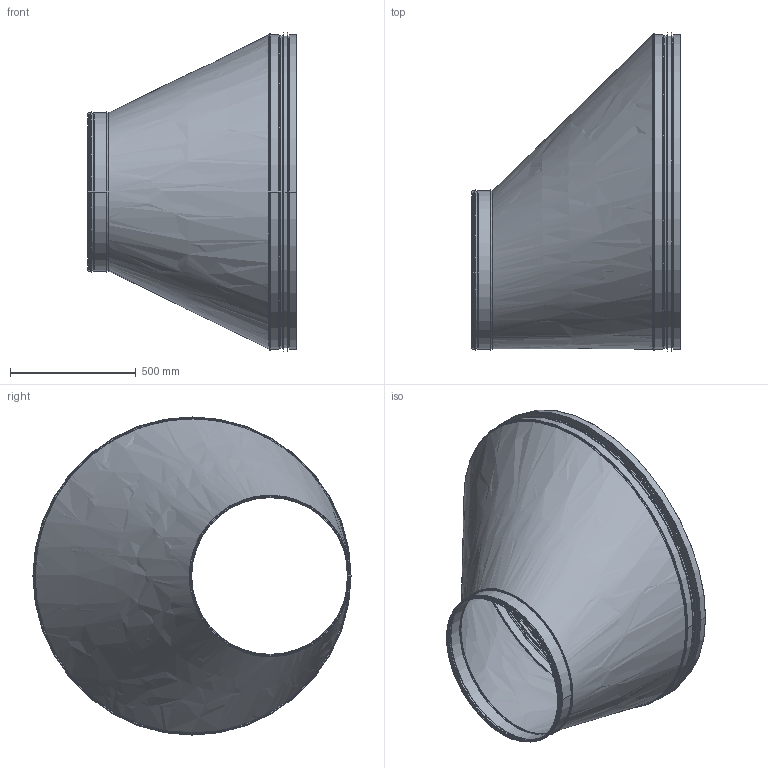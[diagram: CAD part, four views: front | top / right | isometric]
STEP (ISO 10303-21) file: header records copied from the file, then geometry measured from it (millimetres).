
FILE_DESCRIPTION(/* description */ ('Rörämne StosMedFals'),/* implementation_level */ '2;1');
FILE_NAME(/* name */ 'HFB-1250-02.stp',/* time_stamp */ '2016-05-11T11:18:46+02:00',/* author */ ('John'),/* organization */ (''),/* preprocessor_version */ 'ST-DEVELOPER v15.6',/* originating_system */ 'Autodesk Inventor 2015',/* authorisation */ '');
FILE_SCHEMA (('AUTOMOTIVE_DESIGN { 1 0 10303 214 3 1 1 }'));
Length unit declared in the file: millimetre
Products named in the file (8): StosMedFalsRörämne-1250; U-list-1250; StosMedFals-1250; HFB-BC-32; StosMedFalsRörämne-630; 999011; StosMedFals-630; HFB-1250-02
Bounding box: 830.13 x 1265.65 x 1265.65 mm (x, y, z)
Volume: 1974802 mm3; surface area: 6309540 mm2
Topology: 6 solids, 6 shells, 176 faces, 340 edges, 183 vertices
Faces by surface type: plane 86, torus 40, cylinder 34, cone 12, bspline 4
Full cylindrical faces by diameter (mm): 623 x1, 624 x1, 625.1 x1, 627.5 x1, 627.7 x3, 627.8 x2, 628.7 x1, 628.8 x2, 631.8 x1, 634.1 x1, 638.7 x1, 639.1 x1, 1236.05 x1, 1237.05 x2, 1239.65 x3, 1240.85 x1, 1241.85 x1, 1247.85 x1, 1248.05 x2, 1249.05 x3, 1252.05 x1, 1259.05 x1, 1265.65 x2
Entity records: 5005 total; most frequent: CARTESIAN_POINT 1194, DIRECTION 845, ORIENTED_EDGE 624, AXIS2_PLACEMENT_3D 358, EDGE_CURVE 308, EDGE_LOOP 223, VERTEX_POINT 183, FACE_OUTER_BOUND 176
